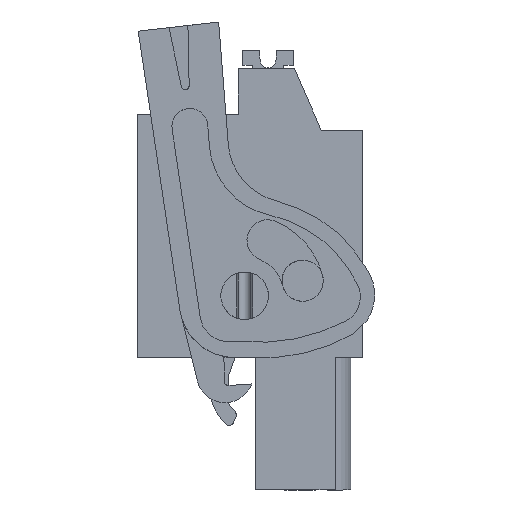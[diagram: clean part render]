
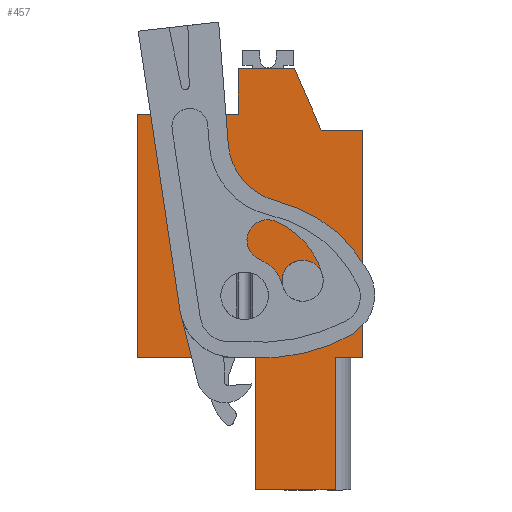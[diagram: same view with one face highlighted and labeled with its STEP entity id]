
A CAD part, left-side view. The second image highlights one B-rep face of the part: STEP entity #457.
In plain terms, the highlighted planar face has unit normal (-1, 0, 0).
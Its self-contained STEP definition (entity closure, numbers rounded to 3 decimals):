
#337=AXIS2_PLACEMENT_3D('Plane Axis2P3D',#334,#335,#336) ;
#423=AXIS2_PLACEMENT_3D('Circle Axis2P3D',#421,#422,$) ;
#432=AXIS2_PLACEMENT_3D('Circle Axis2P3D',#430,#431,$) ;
#441=AXIS2_PLACEMENT_3D('Circle Axis2P3D',#439,#440,$) ;
#450=AXIS2_PLACEMENT_3D('Circle Axis2P3D',#448,#449,$) ;
#42=CARTESIAN_POINT('Vertex',(4.85,8.618,26.59)) ;
#45=CARTESIAN_POINT('Line Origine',(4.85,6.843,26.59)) ;
#49=CARTESIAN_POINT('Vertex',(4.85,5.068,26.59)) ;
#264=CARTESIAN_POINT('Vertex',(4.85,8.618,23.69)) ;
#267=CARTESIAN_POINT('Line Origine',(4.85,8.618,25.14)) ;
#334=CARTESIAN_POINT('Axis2P3D Location',(4.85,7.568,8.35)) ;
#339=CARTESIAN_POINT('Line Origine',(4.85,2.493,4.175)) ;
#343=CARTESIAN_POINT('Vertex',(4.85,2.493,8.35)) ;
#345=CARTESIAN_POINT('Vertex',(4.85,2.493,0.)) ;
#348=CARTESIAN_POINT('Line Origine',(4.85,1.63,8.35)) ;
#352=CARTESIAN_POINT('Vertex',(4.85,0.768,8.35)) ;
#355=CARTESIAN_POINT('Line Origine',(4.85,0.768,15.52)) ;
#359=CARTESIAN_POINT('Vertex',(4.85,0.768,22.69)) ;
#362=CARTESIAN_POINT('Line Origine',(4.85,2.068,22.69)) ;
#366=CARTESIAN_POINT('Vertex',(4.85,3.368,22.69)) ;
#369=CARTESIAN_POINT('Line Origine',(4.85,4.218,24.64)) ;
#374=CARTESIAN_POINT('Line Origine',(4.85,11.793,23.69)) ;
#378=CARTESIAN_POINT('Vertex',(4.85,14.968,23.69)) ;
#381=CARTESIAN_POINT('Line Origine',(4.85,14.968,16.02)) ;
#385=CARTESIAN_POINT('Vertex',(4.85,14.968,8.35)) ;
#388=CARTESIAN_POINT('Line Origine',(4.85,11.253,8.35)) ;
#392=CARTESIAN_POINT('Vertex',(4.85,7.539,8.35)) ;
#395=CARTESIAN_POINT('Line Origine',(4.85,7.539,4.175)) ;
#399=CARTESIAN_POINT('Vertex',(4.85,7.539,0.)) ;
#402=CARTESIAN_POINT('Line Origine',(4.85,5.016,0.)) ;
#421=CARTESIAN_POINT('Axis2P3D Location',(4.85,8.204,12.25)) ;
#425=CARTESIAN_POINT('Vertex',(4.85,8.204,10.75)) ;
#427=CARTESIAN_POINT('Vertex',(4.85,8.204,13.75)) ;
#430=CARTESIAN_POINT('Axis2P3D Location',(4.85,8.204,12.25)) ;
#439=CARTESIAN_POINT('Axis2P3D Location',(4.85,4.544,13.2)) ;
#443=CARTESIAN_POINT('Vertex',(4.85,4.544,14.5)) ;
#445=CARTESIAN_POINT('Vertex',(4.85,4.544,11.9)) ;
#448=CARTESIAN_POINT('Axis2P3D Location',(4.85,4.544,13.2)) ;
#46=DIRECTION('Vector Direction',(0.,1.,0.)) ;
#268=DIRECTION('Vector Direction',(0.,0.,-1.)) ;
#335=DIRECTION('Axis2P3D Direction',(1.,0.,0.)) ;
#336=DIRECTION('Axis2P3D XDirection',(0.,1.,0.)) ;
#340=DIRECTION('Vector Direction',(0.,0.,-1.)) ;
#349=DIRECTION('Vector Direction',(0.,-1.,0.)) ;
#356=DIRECTION('Vector Direction',(0.,0.,-1.)) ;
#363=DIRECTION('Vector Direction',(0.,1.,0.)) ;
#370=DIRECTION('Vector Direction',(0.,0.4,0.917)) ;
#375=DIRECTION('Vector Direction',(0.,1.,0.)) ;
#382=DIRECTION('Vector Direction',(0.,0.,1.)) ;
#389=DIRECTION('Vector Direction',(0.,1.,0.)) ;
#396=DIRECTION('Vector Direction',(0.,0.,-1.)) ;
#403=DIRECTION('Vector Direction',(0.,1.,0.)) ;
#422=DIRECTION('Axis2P3D Direction',(1.,0.,0.)) ;
#431=DIRECTION('Axis2P3D Direction',(1.,0.,0.)) ;
#440=DIRECTION('Axis2P3D Direction',(1.,0.,0.)) ;
#449=DIRECTION('Axis2P3D Direction',(1.,0.,0.)) ;
#47=VECTOR('Line Direction',#46,1.) ;
#269=VECTOR('Line Direction',#268,1.) ;
#341=VECTOR('Line Direction',#340,1.) ;
#350=VECTOR('Line Direction',#349,1.) ;
#357=VECTOR('Line Direction',#356,1.) ;
#364=VECTOR('Line Direction',#363,1.) ;
#371=VECTOR('Line Direction',#370,1.) ;
#376=VECTOR('Line Direction',#375,1.) ;
#383=VECTOR('Line Direction',#382,1.) ;
#390=VECTOR('Line Direction',#389,1.) ;
#397=VECTOR('Line Direction',#396,1.) ;
#404=VECTOR('Line Direction',#403,1.) ;
#408=ORIENTED_EDGE('',*,*,#347,.F.) ;
#409=ORIENTED_EDGE('',*,*,#354,.F.) ;
#410=ORIENTED_EDGE('',*,*,#361,.F.) ;
#411=ORIENTED_EDGE('',*,*,#368,.T.) ;
#412=ORIENTED_EDGE('',*,*,#373,.T.) ;
#413=ORIENTED_EDGE('',*,*,#51,.T.) ;
#414=ORIENTED_EDGE('',*,*,#271,.T.) ;
#415=ORIENTED_EDGE('',*,*,#380,.T.) ;
#416=ORIENTED_EDGE('',*,*,#387,.F.) ;
#417=ORIENTED_EDGE('',*,*,#394,.F.) ;
#418=ORIENTED_EDGE('',*,*,#401,.T.) ;
#419=ORIENTED_EDGE('',*,*,#406,.F.) ;
#436=ORIENTED_EDGE('',*,*,#429,.T.) ;
#437=ORIENTED_EDGE('',*,*,#434,.T.) ;
#454=ORIENTED_EDGE('',*,*,#447,.T.) ;
#455=ORIENTED_EDGE('',*,*,#452,.T.) ;
#438=FACE_BOUND('',#435,.T.) ;
#456=FACE_BOUND('',#453,.T.) ;
#457=ADVANCED_FACE('HOUSING',(#420,#438,#456),#338,.F.) ;
#424=CIRCLE('generated circle',#423,1.5) ;
#433=CIRCLE('generated circle',#432,1.5) ;
#442=CIRCLE('generated circle',#441,1.3) ;
#451=CIRCLE('generated circle',#450,1.3) ;
#51=EDGE_CURVE('',#50,#43,#48,.T.) ;
#271=EDGE_CURVE('',#43,#265,#270,.T.) ;
#347=EDGE_CURVE('',#344,#346,#342,.T.) ;
#354=EDGE_CURVE('',#353,#344,#351,.F.) ;
#361=EDGE_CURVE('',#360,#353,#358,.T.) ;
#368=EDGE_CURVE('',#360,#367,#365,.T.) ;
#373=EDGE_CURVE('',#367,#50,#372,.T.) ;
#380=EDGE_CURVE('',#265,#379,#377,.T.) ;
#387=EDGE_CURVE('',#386,#379,#384,.T.) ;
#394=EDGE_CURVE('',#393,#386,#391,.T.) ;
#401=EDGE_CURVE('',#393,#400,#398,.T.) ;
#406=EDGE_CURVE('',#346,#400,#405,.T.) ;
#429=EDGE_CURVE('',#426,#428,#424,.T.) ;
#434=EDGE_CURVE('',#428,#426,#433,.T.) ;
#447=EDGE_CURVE('',#444,#446,#442,.T.) ;
#452=EDGE_CURVE('',#446,#444,#451,.T.) ;
#407=EDGE_LOOP('',(#408,#409,#410,#411,#412,#413,#414,#415,#416,#417,#418,#419)) ;
#435=EDGE_LOOP('',(#436,#437)) ;
#453=EDGE_LOOP('',(#454,#455)) ;
#420=FACE_OUTER_BOUND('',#407,.T.) ;
#48=LINE('Line',#45,#47) ;
#270=LINE('Line',#267,#269) ;
#342=LINE('Line',#339,#341) ;
#351=LINE('Line',#348,#350) ;
#358=LINE('Line',#355,#357) ;
#365=LINE('Line',#362,#364) ;
#372=LINE('Line',#369,#371) ;
#377=LINE('Line',#374,#376) ;
#384=LINE('Line',#381,#383) ;
#391=LINE('Line',#388,#390) ;
#398=LINE('Line',#395,#397) ;
#405=LINE('Line',#402,#404) ;
#338=PLANE('',#337) ;
#43=VERTEX_POINT('',#42) ;
#50=VERTEX_POINT('',#49) ;
#265=VERTEX_POINT('',#264) ;
#344=VERTEX_POINT('',#343) ;
#346=VERTEX_POINT('',#345) ;
#353=VERTEX_POINT('',#352) ;
#360=VERTEX_POINT('',#359) ;
#367=VERTEX_POINT('',#366) ;
#379=VERTEX_POINT('',#378) ;
#386=VERTEX_POINT('',#385) ;
#393=VERTEX_POINT('',#392) ;
#400=VERTEX_POINT('',#399) ;
#426=VERTEX_POINT('',#425) ;
#428=VERTEX_POINT('',#427) ;
#444=VERTEX_POINT('',#443) ;
#446=VERTEX_POINT('',#445) ;
